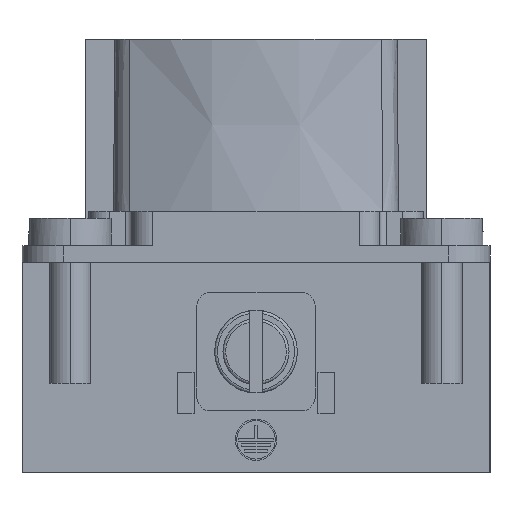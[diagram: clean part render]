
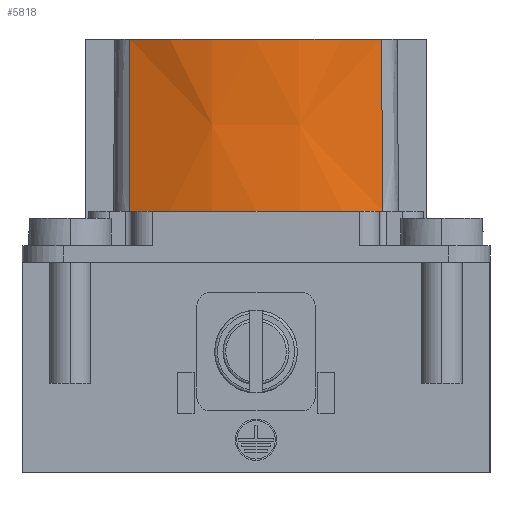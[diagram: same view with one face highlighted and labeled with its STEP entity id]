
A CAD part, left-side view. The second image highlights one B-rep face of the part: STEP entity #5818.
In plain terms, the highlighted conical face has half-angle 0.5 degrees and reference radius 20.109 mm.
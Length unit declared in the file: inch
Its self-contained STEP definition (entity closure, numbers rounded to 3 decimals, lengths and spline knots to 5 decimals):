
#174 = CARTESIAN_POINT ( 'NONE',  ( -1.74043, -0.35851, 0. ) ) ;
#265 = CARTESIAN_POINT ( 'NONE',  ( -1.73921, 0.36089, 0. ) ) ;
#779 = CARTESIAN_POINT ( 'NONE',  ( -1.74291, -0.36308, -0.49213 ) ) ;
#905 = CIRCLE ( 'NONE', #3619, 0.7874 ) ;
#1577 = CARTESIAN_POINT ( 'NONE',  ( -1.03938, 0., 0. ) ) ;
#1779 = AXIS2_PLACEMENT_3D ( 'NONE', #2507, #1913, #6362 ) ;
#1913 = DIRECTION ( 'NONE',  ( 0., 0., -1. ) ) ;
#2266 = VERTEX_POINT ( 'NONE', #265 ) ;
#2478 = CARTESIAN_POINT ( 'NONE',  ( -1.03938, 0., -0.49213 ) ) ;
#2507 = CARTESIAN_POINT ( 'NONE',  ( -1.03938, 0., -0.49213 ) ) ;
#2720 = EDGE_CURVE ( 'NONE', #7360, #6820, #8251, .T. ) ;
#2859 = CARTESIAN_POINT ( 'NONE',  ( -1.74126, -0.36003, -0.16404 ) ) ;
#2876 = VECTOR ( 'NONE', #7395, 39.37008 ) ;
#2885 = CIRCLE ( 'NONE', #4505, 0.7917 ) ;
#3142 = EDGE_CURVE ( 'NONE', #2266, #7360, #905, .T. ) ;
#3546 = LINE ( 'NONE', #6092, #2876 ) ;
#3619 = AXIS2_PLACEMENT_3D ( 'NONE', #1577, #6029, #6580 ) ;
#4505 = AXIS2_PLACEMENT_3D ( 'NONE', #2478, #5056, #7004 ) ;
#4792 = ORIENTED_EDGE ( 'NONE', *, *, #3142, .F. ) ;
#4800 = CARTESIAN_POINT ( 'NONE',  ( -1.74209, -0.36156, -0.32808 ) ) ;
#4900 = VERTEX_POINT ( 'NONE', #5551 ) ;
#5056 = DIRECTION ( 'NONE',  ( 0., 0., 1. ) ) ;
#5173 = FACE_OUTER_BOUND ( 'NONE', #8353, .T. ) ;
#5298 = ORIENTED_EDGE ( 'NONE', *, *, #8306, .T. ) ;
#5551 = CARTESIAN_POINT ( 'NONE',  ( -1.74302, 0.36286, -0.49213 ) ) ;
#5818 = ADVANCED_FACE ( 'NONE', ( #5173 ), #7469, .T. ) ;
#6005 = ORIENTED_EDGE ( 'NONE', *, *, #2720, .F. ) ;
#6029 = DIRECTION ( 'NONE',  ( 0., 0., 1. ) ) ;
#6092 = CARTESIAN_POINT ( 'NONE',  ( -1.73921, 0.36089, 0. ) ) ;
#6362 = DIRECTION ( 'NONE',  ( 0., 1., 0. ) ) ;
#6580 = DIRECTION ( 'NONE',  ( 0., 1., 0. ) ) ;
#6820 = VERTEX_POINT ( 'NONE', #8382 ) ;
#7004 = DIRECTION ( 'NONE',  ( 0., 1., 0. ) ) ;
#7173 = CARTESIAN_POINT ( 'NONE',  ( -1.74043, -0.35851, 0. ) ) ;
#7302 = EDGE_CURVE ( 'NONE', #4900, #6820, #2885, .T. ) ;
#7360 = VERTEX_POINT ( 'NONE', #7173 ) ;
#7395 = DIRECTION ( 'NONE',  ( -0.008, 0.004, -1. ) ) ;
#7469 = CONICAL_SURFACE ( 'NONE', #1779, 0.7917, 0.009 ) ;
#7844 = ORIENTED_EDGE ( 'NONE', *, *, #7302, .T. ) ;
#8251 =( BOUNDED_CURVE ( )  B_SPLINE_CURVE ( 3, ( #174, #2859, #4800, #779 ),
 .UNSPECIFIED., .F., .F. ) 
 B_SPLINE_CURVE_WITH_KNOTS ( ( 4, 4 ),
 ( 0., 1. ),
 .UNSPECIFIED. ) 
 CURVE ( )  GEOMETRIC_REPRESENTATION_ITEM ( )  RATIONAL_B_SPLINE_CURVE ( ( 1., 1., 1., 1. ) ) 
 REPRESENTATION_ITEM ( '' )  );
#8306 = EDGE_CURVE ( 'NONE', #2266, #4900, #3546, .T. ) ;
#8353 = EDGE_LOOP ( 'NONE', ( #4792, #5298, #7844, #6005 ) ) ;
#8382 = CARTESIAN_POINT ( 'NONE',  ( -1.74291, -0.36308, -0.49213 ) ) ;
